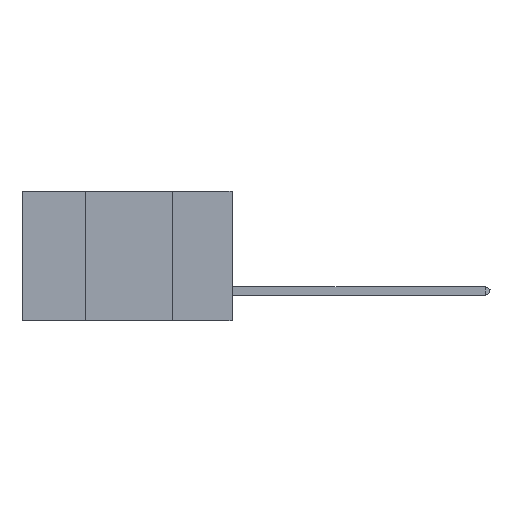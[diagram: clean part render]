
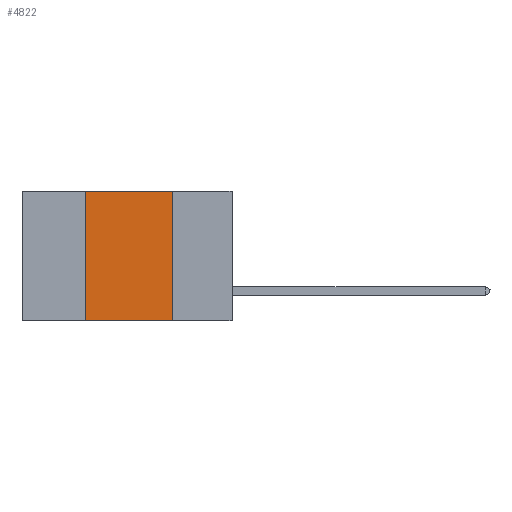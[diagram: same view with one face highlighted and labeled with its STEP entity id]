
A CAD part, left-side view. The second image highlights one B-rep face of the part: STEP entity #4822.
In plain terms, the highlighted planar face has unit normal (-1, 0, 0).
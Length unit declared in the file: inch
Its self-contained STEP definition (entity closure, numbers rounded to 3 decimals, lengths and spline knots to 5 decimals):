
#461 = DIRECTION ( 'NONE',  ( 0., -1., 0. ) ) ;
#926 = DIRECTION ( 'NONE',  ( 1., 0., 0. ) ) ;
#1674 = VECTOR ( 'NONE', #11023, 39.37008 ) ;
#2142 = CARTESIAN_POINT ( 'NONE',  ( 0., 0.42, 0. ) ) ;
#2158 = DIRECTION ( 'NONE',  ( 0., 0., -1. ) ) ;
#2688 = CARTESIAN_POINT ( 'NONE',  ( 0., 0.17, 0. ) ) ;
#3025 = EDGE_CURVE ( 'NONE', #14792, #3688, #7101, .T. ) ;
#3688 = VERTEX_POINT ( 'NONE', #8088 ) ;
#4567 = CARTESIAN_POINT ( 'NONE',  ( 0., 0.6, -0.37 ) ) ;
#4822 = ADVANCED_FACE ( 'NONE', ( #8840 ), #5937, .F. ) ;
#4973 = LINE ( 'NONE', #6309, #8130 ) ;
#5291 = VERTEX_POINT ( 'NONE', #2142 ) ;
#5937 = PLANE ( 'NONE',  #6061 ) ;
#6061 = AXIS2_PLACEMENT_3D ( 'NONE', #9430, #926, #2158 ) ;
#6309 = CARTESIAN_POINT ( 'NONE',  ( 0., 0.6, 0. ) ) ;
#7101 = LINE ( 'NONE', #4567, #9917 ) ;
#7427 = EDGE_CURVE ( 'NONE', #14772, #3688, #8028, .T. ) ;
#7495 = CARTESIAN_POINT ( 'NONE',  ( 0., 0.42, 0. ) ) ;
#8028 = LINE ( 'NONE', #2688, #1674 ) ;
#8088 = CARTESIAN_POINT ( 'NONE',  ( 0., 0.17, -0.37 ) ) ;
#8130 = VECTOR ( 'NONE', #461, 39.37008 ) ;
#8444 = VECTOR ( 'NONE', #12393, 39.37008 ) ;
#8840 = FACE_OUTER_BOUND ( 'NONE', #15305, .T. ) ;
#9187 = LINE ( 'NONE', #7495, #8444 ) ;
#9190 = DIRECTION ( 'NONE',  ( 0., -1., 0. ) ) ;
#9430 = CARTESIAN_POINT ( 'NONE',  ( 0., 0.6, 0. ) ) ;
#9735 = EDGE_CURVE ( 'NONE', #5291, #14772, #4973, .T. ) ;
#9917 = VECTOR ( 'NONE', #9190, 39.37008 ) ;
#10405 = CARTESIAN_POINT ( 'NONE',  ( 0., 0.17, 0. ) ) ;
#10691 = EDGE_CURVE ( 'NONE', #14792, #5291, #9187, .T. ) ;
#10833 = ORIENTED_EDGE ( 'NONE', *, *, #9735, .F. ) ;
#11020 = CARTESIAN_POINT ( 'NONE',  ( 0., 0.42, -0.37 ) ) ;
#11023 = DIRECTION ( 'NONE',  ( 0., 0., -1. ) ) ;
#11162 = ORIENTED_EDGE ( 'NONE', *, *, #10691, .F. ) ;
#11781 = ORIENTED_EDGE ( 'NONE', *, *, #7427, .F. ) ;
#12393 = DIRECTION ( 'NONE',  ( 0., 0., 1. ) ) ;
#14772 = VERTEX_POINT ( 'NONE', #10405 ) ;
#14792 = VERTEX_POINT ( 'NONE', #11020 ) ;
#14832 = ORIENTED_EDGE ( 'NONE', *, *, #3025, .T. ) ;
#15305 = EDGE_LOOP ( 'NONE', ( #11781, #10833, #11162, #14832 ) ) ;
